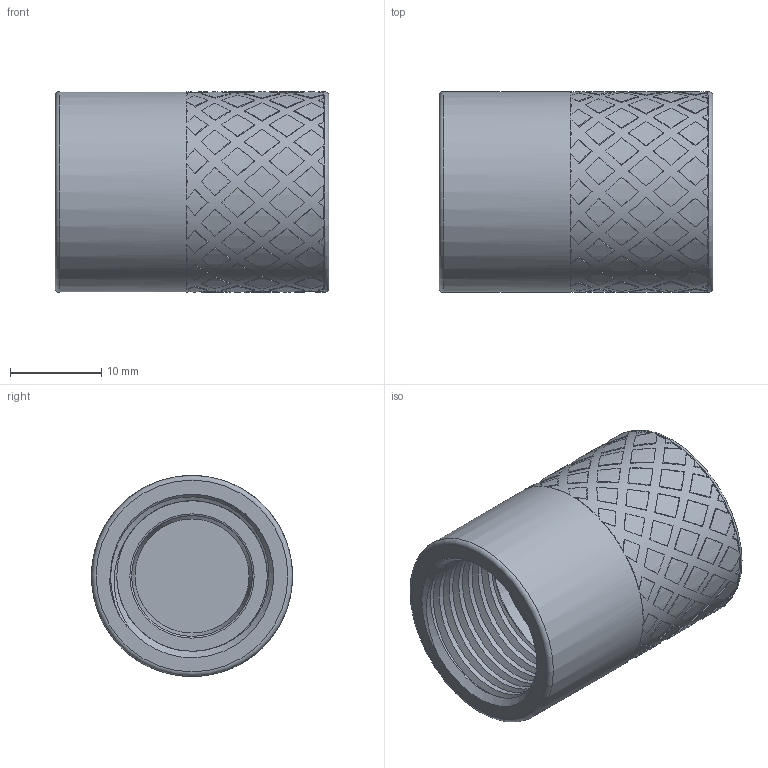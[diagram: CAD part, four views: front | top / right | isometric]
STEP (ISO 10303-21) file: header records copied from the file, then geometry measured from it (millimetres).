
FILE_DESCRIPTION(/* description */ (''),/* implementation_level */ '2;1');
FILE_NAME(/* name */ 'Single Fibre Female Pressure Cap.stp',/* time_stamp */ '2015-12-10T11:51:19+01:00',/* author */ ('sh'),/* organization */ (''),/* preprocessor_version */ 'ST-DEVELOPER v15.2',/* originating_system */ 'Autodesk Inventor 2014',/* authorisation */ '');
FILE_SCHEMA (('AUTOMOTIVE_DESIGN { 1 0 10303 214 3 1 1 }'));
Length unit declared in the file: millimetre
Products named in the file (1): Single Fibre Female Pressure Cap
Bounding box: 30 x 22 x 22 mm (x, y, z)
Volume: 6820.6 mm3; surface area: 4478.9 mm2
Topology: 1 solids, 1 shells, 561 faces, 1484 edges, 986 vertices
Faces by surface type: plane 485, cylinder 68, cone 3, torus 3, bspline 2
Full cylindrical faces by diameter (mm): 12.5 x1, 18.5 x1, 21.8 x1, 22 x2
Entity records: 19110 total; most frequent: CARTESIAN_POINT 4302, DIRECTION 3544, ORIENTED_EDGE 2930, AXIS2_PLACEMENT_3D 1532, EDGE_CURVE 1465, VERTEX_POINT 980, ELLIPSE 840, EDGE_LOOP 631
